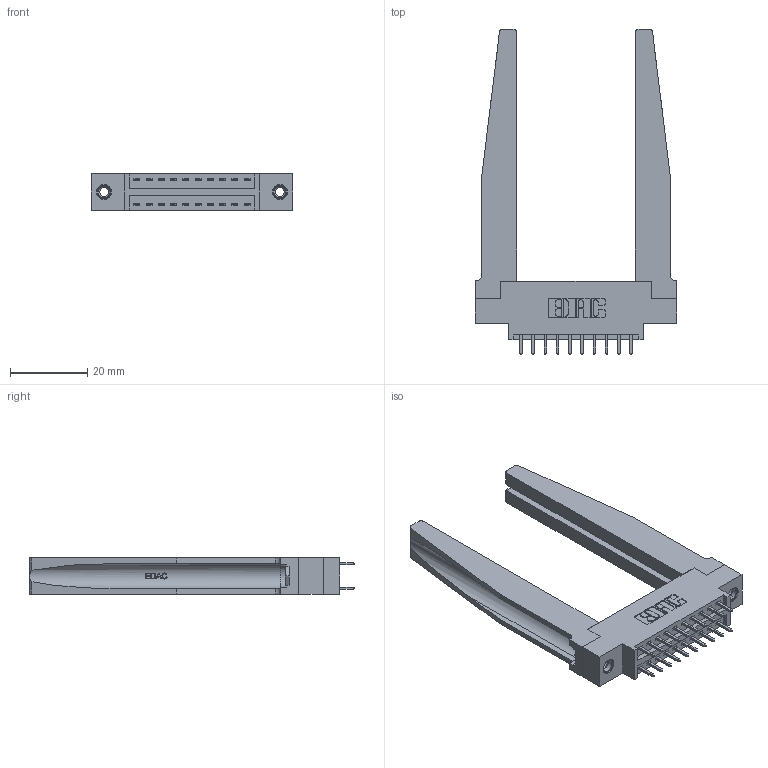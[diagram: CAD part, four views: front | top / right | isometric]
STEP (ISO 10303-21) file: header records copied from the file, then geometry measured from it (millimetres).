
FILE_DESCRIPTION (( 'STEP AP203' ), '1' );
FILE_NAME ('396-020-521-878.STEP', '2019-11-01T18:05:19', ( '' ), ( '' ), 'SwSTEP 2.0', 'SolidWorks 2016', '' );
FILE_SCHEMA (( 'CONFIG_CONTROL_DESIGN' ));
Length unit declared in the file: inch
Products named in the file (5): 396-020-521-878; 346 Part_0.170 Offset - 0.156 Dia-TH; 345-292-001_345-293-121; 346-220-078_345-220-078; 345-250-001_345-250-001-102
Assembly tree (25 placements, depth 2):
  396-020-521-878
    346 Part_0.170 Offset - 0.156 Dia-TH
    345-292-001_345-293-121  x20
    346-220-078_345-220-078  x2
    345-250-001_345-250-001-102  x2
Bounding box: 52.32 x 84.33 x 9.4 mm (x, y, z)
Volume: 11599.8 mm3; surface area: 12607.2 mm2
Topology: 25 solids, 25 shells, 1400 faces, 4049 edges, 2662 vertices
Faces by surface type: plane 922, cylinder 426, bspline 36, cone 12, torus 4
Entity records: 15732 total; most frequent: CARTESIAN_POINT 3575, ORIENTED_EDGE 2398, DIRECTION 2189, EDGE_CURVE 1199, VECTOR 933, LINE 933, VERTEX_POINT 792, AXIS2_PLACEMENT_3D 628
